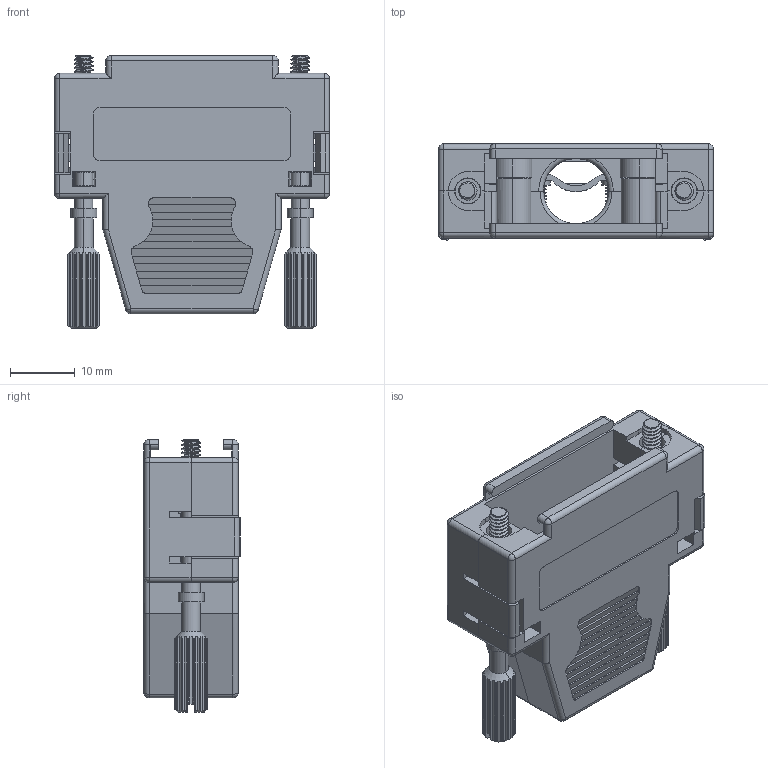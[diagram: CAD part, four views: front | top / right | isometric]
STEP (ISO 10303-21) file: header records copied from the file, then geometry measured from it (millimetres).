
FILE_DESCRIPTION (( 'STEP AP214' ), '1' );
FILE_NAME ('6688-9726.STEP', '2023-06-26T14:30:25', ( '' ), ( '' ), 'SwSTEP 2.0', 'SolidWorks 2021', '' );
FILE_SCHEMA (( 'AUTOMOTIVE_DESIGN' ));
Length unit declared in the file: millimetre
Products named in the file (7): 6688-9726; 6826-0160-01; 6805-0904-12; 6830-0140-01; 6855-0117-02; 6805-0904-02; 6855-0107-02
Assembly tree (9 placements, depth 2):
  6688-9726
    6805-0904-12
    6805-0904-02
    6826-0160-01  x2
    6830-0140-01
    6855-0107-02  x2
    6855-0117-02  x2
Bounding box: 42.3 x 14.8 x 42 mm (x, y, z)
Volume: 8326.4 mm3; surface area: 12588.9 mm2
Topology: 9 solids, 9 shells, 1105 faces, 2946 edges, 1876 vertices
Faces by surface type: plane 567, cylinder 440, cone 38, bspline 24, torus 20, sphere 16
Entity records: 34531 total; most frequent: CARTESIAN_POINT 14108, ORIENTED_EDGE 4456, DIRECTION 3960, EDGE_CURVE 2228, VERTEX_POINT 1411, AXIS2_PLACEMENT_3D 1334, LINE 1292, VECTOR 1292
